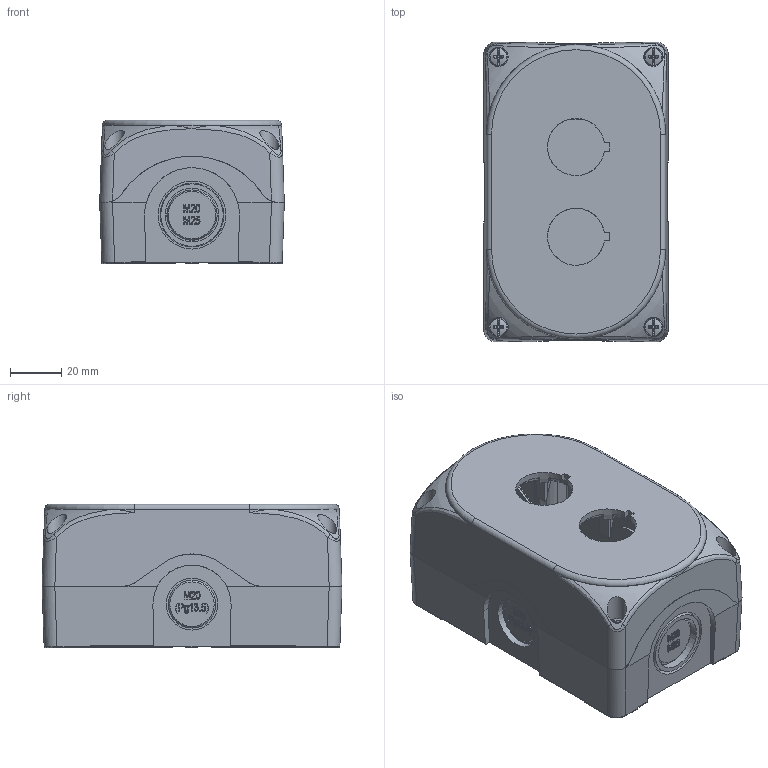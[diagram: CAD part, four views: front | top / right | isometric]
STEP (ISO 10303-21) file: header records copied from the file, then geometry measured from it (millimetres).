
FILE_DESCRIPTION(/* description */ (''),/* implementation_level */ '2;1');
FILE_NAME(/* name */ '3D_LPZP2A8.stp',/* time_stamp */ '2025-02-17T16:45:18+01:00',/* author */ (''),/* organization */ (''),/* preprocessor_version */ 'ST-DEVELOPER v16.7',/* originating_system */ 'SIEMENS PLM Software NX 12.0',/* authorisation */ '');
FILE_SCHEMA (('AP203_CONFIGURATION_CONTROLLED_3D_DESIGN_OF_MECHANICAL_PARTS_AND_ASSEMBLIES_MIM_LF { 1 0 10303 403 2 1 2}'));
Products named in the file (1): Ferr711C8F50u23x
Bounding box: 72 x 117 x 56 mm (x, y, z)
Surface area: 66806.2 mm2 (no closed solid volume)
Topology: 0 solids, 38 shells, 1040 faces, 4445 edges, 3362 vertices
Faces by surface type: plane 590, bspline 247, cylinder 133, cone 32, torus 22, sphere 16
Full cylindrical faces by diameter (mm): 1.799 x2, 4.3 x2, 5 x4, 7.5 x4, 16.5 x2, 20.2 x2, 21 x2, 26.5 x2
Entity records: 57778 total; most frequent: CARTESIAN_POINT 24133, ORIENTED_EDGE 6548, DIRECTION 5848, EDGE_CURVE 4391, VERTEX_POINT 3347, LINE 2578, VECTOR 2578, AXIS2_PLACEMENT_3D 1635
